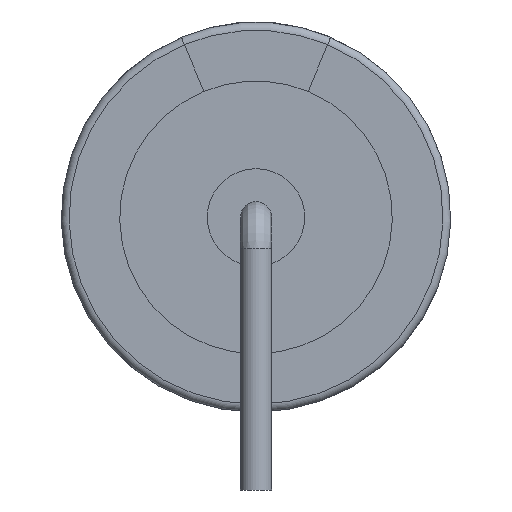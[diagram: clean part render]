
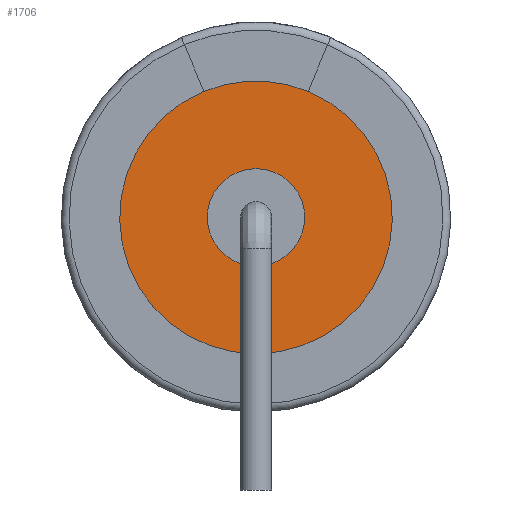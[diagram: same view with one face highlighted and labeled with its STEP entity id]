
A CAD part, left-side view. The second image highlights one B-rep face of the part: STEP entity #1706.
In plain terms, the highlighted planar face has unit normal (-1, 0, 0).
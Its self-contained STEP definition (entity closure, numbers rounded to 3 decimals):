
#1104 = VERTEX_POINT('',#1105);
#1105 = CARTESIAN_POINT('',(-35.22,-1.339,8.234));
#1111 = EDGE_CURVE('',#1104,#1112,#1114,.T.);
#1112 = VERTEX_POINT('',#1113);
#1113 = CARTESIAN_POINT('',(-35.22,1.339,8.234));
#1114 = CIRCLE('',#1115,3.5);
#1115 = AXIS2_PLACEMENT_3D('',#1116,#1117,#1118);
#1116 = CARTESIAN_POINT('',(-35.22,0.,5.));
#1117 = DIRECTION('',(-1.,0.,0.));
#1118 = DIRECTION('',(0.,0.,-1.));
#1686 = EDGE_CURVE('',#1112,#1687,#1689,.T.);
#1687 = VERTEX_POINT('',#1688);
#1688 = CARTESIAN_POINT('',(-35.22,0.,1.5));
#1689 = CIRCLE('',#1690,3.5);
#1690 = AXIS2_PLACEMENT_3D('',#1691,#1692,#1693);
#1691 = CARTESIAN_POINT('',(-35.22,0.,5.));
#1692 = DIRECTION('',(-1.,0.,0.));
#1693 = DIRECTION('',(0.,0.,-1.));
#1695 = EDGE_CURVE('',#1687,#1104,#1696,.T.);
#1696 = CIRCLE('',#1697,3.5);
#1697 = AXIS2_PLACEMENT_3D('',#1698,#1699,#1700);
#1698 = CARTESIAN_POINT('',(-35.22,0.,5.));
#1699 = DIRECTION('',(-1.,0.,0.));
#1700 = DIRECTION('',(0.,0.,-1.));
#1706 = ADVANCED_FACE('',(#1707,#1712),#1723,.T.);
#1707 = FACE_BOUND('',#1708,.T.);
#1708 = EDGE_LOOP('',(#1709,#1710,#1711));
#1709 = ORIENTED_EDGE('',*,*,#1695,.T.);
#1710 = ORIENTED_EDGE('',*,*,#1111,.T.);
#1711 = ORIENTED_EDGE('',*,*,#1686,.T.);
#1712 = FACE_BOUND('',#1713,.T.);
#1713 = EDGE_LOOP('',(#1714));
#1714 = ORIENTED_EDGE('',*,*,#1715,.F.);
#1715 = EDGE_CURVE('',#1716,#1716,#1718,.T.);
#1716 = VERTEX_POINT('',#1717);
#1717 = CARTESIAN_POINT('',(-35.22,0.,3.75));
#1718 = CIRCLE('',#1719,1.25);
#1719 = AXIS2_PLACEMENT_3D('',#1720,#1721,#1722);
#1720 = CARTESIAN_POINT('',(-35.22,0.,5.));
#1721 = DIRECTION('',(-1.,0.,0.));
#1722 = DIRECTION('',(0.,0.,-1.));
#1723 = PLANE('',#1724);
#1724 = AXIS2_PLACEMENT_3D('',#1725,#1726,#1727);
#1725 = CARTESIAN_POINT('',(-35.22,0.,5.));
#1726 = DIRECTION('',(-1.,0.,0.));
#1727 = DIRECTION('',(0.,-1.,0.));
